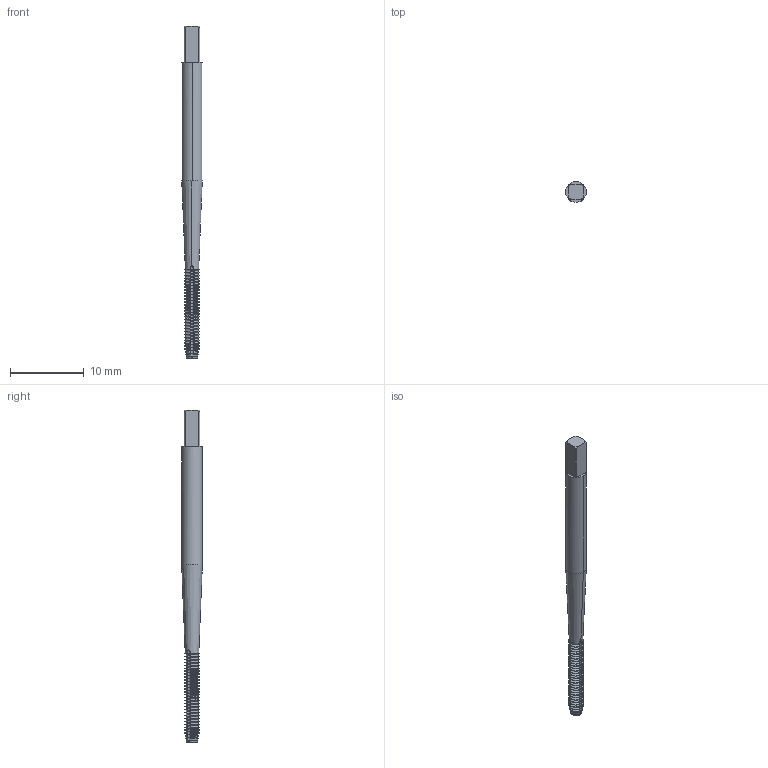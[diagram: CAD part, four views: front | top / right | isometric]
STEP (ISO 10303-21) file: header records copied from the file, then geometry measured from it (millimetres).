
FILE_DESCRIPTION(('no description'),'unknown implementation level');
FILE_NAME('solidrDFC_QDi03vlpkUk5RwYylMkovw_1.STP',' ',('CIM GmbH Aachen'),('CADClick - KiM GmbH - www.kimweb.de'),'unknown preprocess','ACIS','unknown authorization');
FILE_SCHEMA(('automotive_design'));
Length unit declared in the file: millimetre
Products named in the file (2): 1; 2
Bounding box: 2.8 x 2.8 x 45 mm (x, y, z)
Volume: 198.8 mm3; surface area: 487.5 mm2
Topology: 2 solids, 2 shells, 799 faces, 2256 edges, 1461 vertices
Faces by surface type: cone 326, cylinder 282, plane 185, torus 6
Entity records: 54297 total; most frequent: CARTESIAN_POINT 8770, STYLED_ITEM 4518, PRESENTATION_STYLE_ASSIGNMENT 4518, COLOUR_RGB 4518, ORIENTED_EDGE 4512, DIRECTION 4175, EDGE_CURVE 2256, CURVE_STYLE 2256
